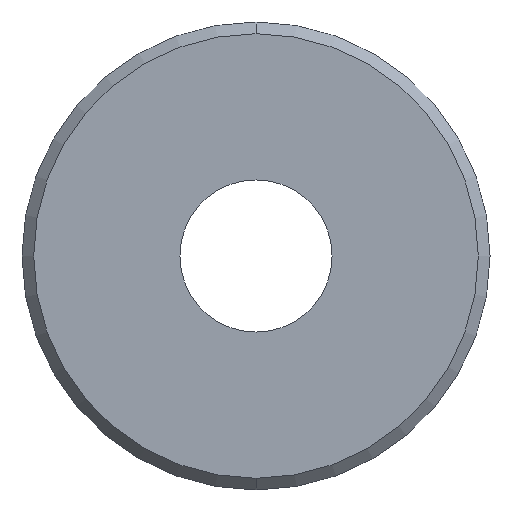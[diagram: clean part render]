
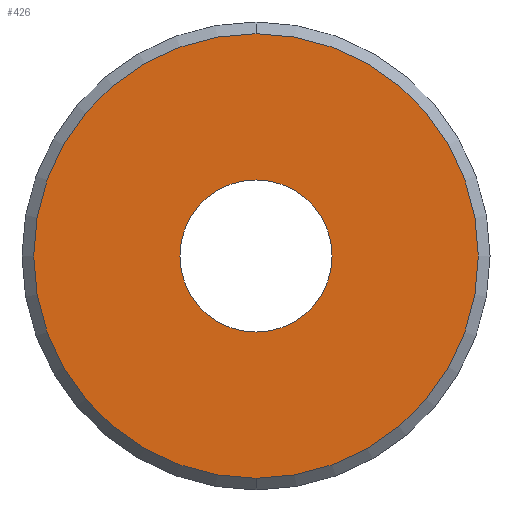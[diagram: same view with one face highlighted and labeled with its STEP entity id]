
A CAD part, left-side view. The second image highlights one B-rep face of the part: STEP entity #426.
In plain terms, the highlighted planar face has unit normal (-1, 0, 0).
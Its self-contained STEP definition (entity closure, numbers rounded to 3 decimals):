
#50 = CARTESIAN_POINT ( 'NONE',  ( -4.672, -0.201, 31.5 ) ) ;
#62 = DIRECTION ( 'NONE',  ( -1., 0., 0. ) ) ;
#98 = ORIENTED_EDGE ( 'NONE', *, *, #549, .T. ) ;
#167 = CIRCLE ( 'NONE', #523, 9.5 ) ;
#218 = CIRCLE ( 'NONE', #848, 9.5 ) ;
#225 = CIRCLE ( 'NONE', #244, 3.25 ) ;
#235 = ORIENTED_EDGE ( 'NONE', *, *, #236, .F. ) ;
#236 = EDGE_CURVE ( 'NONE', #611, #458, #499, .T. ) ;
#238 = CARTESIAN_POINT ( 'NONE',  ( -4.672, -0.201, 22. ) ) ;
#244 = AXIS2_PLACEMENT_3D ( 'NONE', #238, #920, #747 ) ;
#298 = PLANE ( 'NONE',  #448 ) ;
#330 = CARTESIAN_POINT ( 'NONE',  ( -4.672, -0.201, 22. ) ) ;
#375 = AXIS2_PLACEMENT_3D ( 'NONE', #559, #906, #470 ) ;
#394 = EDGE_LOOP ( 'NONE', ( #876, #98 ) ) ;
#404 = DIRECTION ( 'NONE',  ( 0., 0., -1. ) ) ;
#416 = EDGE_CURVE ( 'NONE', #458, #611, #225, .T. ) ;
#426 = ADVANCED_FACE ( 'NONE', ( #925, #1016 ), #298, .F. ) ;
#448 = AXIS2_PLACEMENT_3D ( 'NONE', #828, #997, #404 ) ;
#458 = VERTEX_POINT ( 'NONE', #699 ) ;
#470 = DIRECTION ( 'NONE',  ( 0., 0., 1. ) ) ;
#499 = CIRCLE ( 'NONE', #375, 3.25 ) ;
#523 = AXIS2_PLACEMENT_3D ( 'NONE', #330, #62, #939 ) ;
#535 = EDGE_LOOP ( 'NONE', ( #1015, #235 ) ) ;
#549 = EDGE_CURVE ( 'NONE', #928, #570, #167, .T. ) ;
#559 = CARTESIAN_POINT ( 'NONE',  ( -4.672, -0.201, 22. ) ) ;
#570 = VERTEX_POINT ( 'NONE', #929 ) ;
#602 = DIRECTION ( 'NONE',  ( -1., 0., 0. ) ) ;
#611 = VERTEX_POINT ( 'NONE', #1035 ) ;
#668 = CARTESIAN_POINT ( 'NONE',  ( -4.672, -0.201, 22. ) ) ;
#699 = CARTESIAN_POINT ( 'NONE',  ( -4.672, -0.201, 25.25 ) ) ;
#747 = DIRECTION ( 'NONE',  ( 0., 0., 1. ) ) ;
#828 = CARTESIAN_POINT ( 'NONE',  ( -4.672, 3.049, 22. ) ) ;
#848 = AXIS2_PLACEMENT_3D ( 'NONE', #668, #602, #1117 ) ;
#876 = ORIENTED_EDGE ( 'NONE', *, *, #1034, .T. ) ;
#906 = DIRECTION ( 'NONE',  ( -1., 0., 0. ) ) ;
#920 = DIRECTION ( 'NONE',  ( -1., 0., 0. ) ) ;
#925 = FACE_OUTER_BOUND ( 'NONE', #394, .T. ) ;
#928 = VERTEX_POINT ( 'NONE', #50 ) ;
#929 = CARTESIAN_POINT ( 'NONE',  ( -4.672, -0.201, 12.5 ) ) ;
#939 = DIRECTION ( 'NONE',  ( 0., 0., -1. ) ) ;
#997 = DIRECTION ( 'NONE',  ( 1., 0., 0. ) ) ;
#1015 = ORIENTED_EDGE ( 'NONE', *, *, #416, .F. ) ;
#1016 = FACE_BOUND ( 'NONE', #535, .T. ) ;
#1034 = EDGE_CURVE ( 'NONE', #570, #928, #218, .T. ) ;
#1035 = CARTESIAN_POINT ( 'NONE',  ( -4.672, -0.201, 18.75 ) ) ;
#1117 = DIRECTION ( 'NONE',  ( 0., 0., -1. ) ) ;
